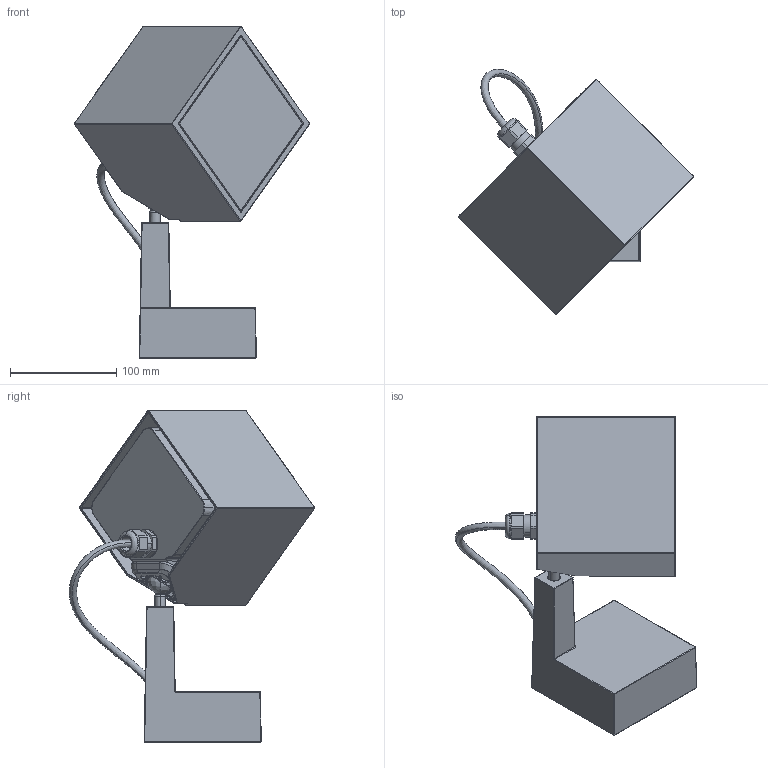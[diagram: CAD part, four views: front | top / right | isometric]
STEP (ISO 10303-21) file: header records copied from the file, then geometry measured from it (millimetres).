
FILE_DESCRIPTION(/* description */ (''),/* implementation_level */ '2;1');
FILE_NAME(/* name */ 'EPULO 13',/* time_stamp */ '2018-01-22T17:54:27+01:00',/* author */ (''),/* organization */ (''),/* preprocessor_version */ 'ST-DEVELOPER v15',/* originating_system */ '',/* authorisation */ '');
FILE_SCHEMA (('CONFIG_CONTROL_DESIGN'));
Length unit declared in the file: millimetre
Products named in the file (1): Document
Bounding box: 221.22 x 230.46 x 311.81 mm (x, y, z)
Volume: 45743.8 mm3; surface area: 265107.9 mm2
Topology: 6 solids, 644 shells, 1297 faces, 4864 edges, 4126 vertices
Faces by surface type: bspline 913, plane 384
Entity records: 68813 total; most frequent: CARTESIAN_POINT 44037, ORIENTED_EDGE 6599, EDGE_CURVE 4873, VERTEX_POINT 4194, B_SPLINE_CURVE_WITH_KNOTS 2499, EDGE_LOOP 1371, ADVANCED_FACE 1295, FACE_OUTER_BOUND 1295
